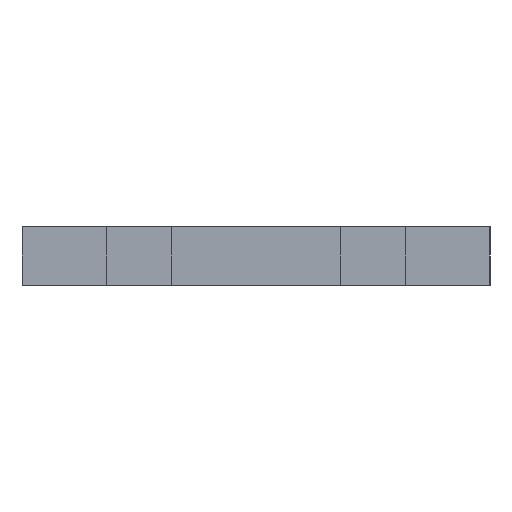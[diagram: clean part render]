
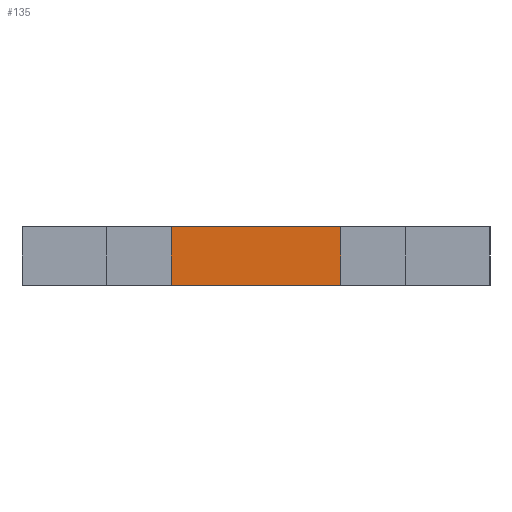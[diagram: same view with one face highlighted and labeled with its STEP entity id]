
A CAD part, left-side view. The second image highlights one B-rep face of the part: STEP entity #135.
In plain terms, the highlighted planar face has unit normal (-1, 0, 0).
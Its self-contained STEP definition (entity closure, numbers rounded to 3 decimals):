
#135=ADVANCED_FACE('',(#283),#284,.F.);
#283=FACE_OUTER_BOUND('',#429,.T.);
#284=PLANE('',#430);
#429=EDGE_LOOP('',(#799,#800,#801,#802));
#430=AXIS2_PLACEMENT_3D('',#803,#804,#805);
#799=ORIENTED_EDGE('',*,*,#998,.T.);
#800=ORIENTED_EDGE('',*,*,#967,.T.);
#801=ORIENTED_EDGE('',*,*,#1012,.T.);
#802=ORIENTED_EDGE('',*,*,#1005,.F.);
#803=CARTESIAN_POINT('',(0.0,40.0,5.0));
#804=DIRECTION('',(1.0,0.0,0.0));
#805=DIRECTION('',(0.0,-1.0,0.0));
#967=EDGE_CURVE('',#1188,#1186,#1189,.T.);
#998=EDGE_CURVE('',#1234,#1188,#1235,.T.);
#1005=EDGE_CURVE('',#1234,#1243,#1244,.T.);
#1012=EDGE_CURVE('',#1186,#1243,#1255,.T.);
#1186=VERTEX_POINT('',#1500);
#1188=VERTEX_POINT('',#1503);
#1189=LINE('',#1504,#1505);
#1234=VERTEX_POINT('',#1572);
#1235=LINE('',#1573,#1574);
#1243=VERTEX_POINT('',#1586);
#1244=LINE('',#1587,#1588);
#1255=LINE('',#1604,#1605);
#1500=CARTESIAN_POINT('',(0.0,25.5,0.0));
#1503=CARTESIAN_POINT('',(0.0,54.5,0.0));
#1504=CARTESIAN_POINT('',(0.0,40.0,0.0));
#1505=VECTOR('',#1720,1.0);
#1572=CARTESIAN_POINT('',(0.0,54.5,10.0));
#1573=CARTESIAN_POINT('',(0.0,54.5,5.0));
#1574=VECTOR('',#1743,1.0);
#1586=CARTESIAN_POINT('',(0.0,25.5,10.0));
#1587=CARTESIAN_POINT('',(0.0,40.0,10.0));
#1588=VECTOR('',#1748,1.0);
#1604=CARTESIAN_POINT('',(0.0,25.5,5.0));
#1605=VECTOR('',#1754,1.0);
#1720=DIRECTION('',(0.0,-1.0,0.0));
#1743=DIRECTION('',(0.0,0.0,-1.0));
#1748=DIRECTION('',(0.0,-1.0,0.0));
#1754=DIRECTION('',(0.0,0.0,1.0));
